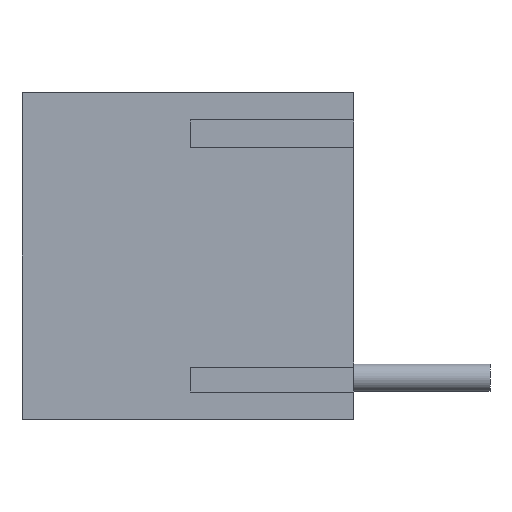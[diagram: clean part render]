
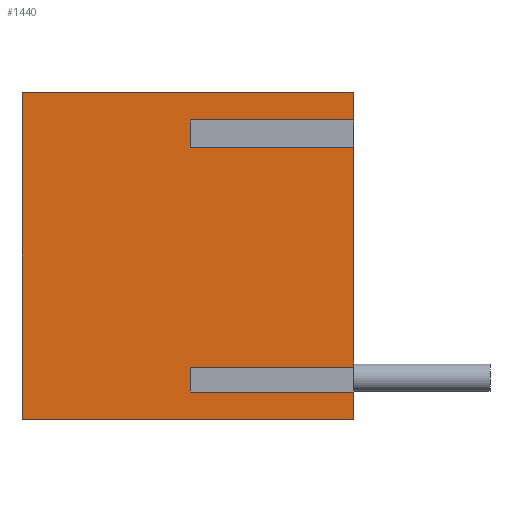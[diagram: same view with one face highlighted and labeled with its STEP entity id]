
A CAD part, left-side view. The second image highlights one B-rep face of the part: STEP entity #1440.
In plain terms, the highlighted planar face has unit normal (-1, 0, 0).
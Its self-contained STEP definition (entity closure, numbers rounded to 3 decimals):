
#24 = VECTOR ( 'NONE', #1267, 1000. ) ;
#27 = LINE ( 'NONE', #2429, #1456 ) ;
#35 = LINE ( 'NONE', #1835, #1805 ) ;
#62 = ORIENTED_EDGE ( 'NONE', *, *, #2475, .T. ) ;
#74 = CARTESIAN_POINT ( 'NONE',  ( -25.003, -5.334, -13.12 ) ) ;
#84 = VERTEX_POINT ( 'NONE', #2934 ) ;
#107 = EDGE_CURVE ( 'NONE', #3332, #271, #1826, .T. ) ;
#132 = VECTOR ( 'NONE', #2943, 1000. ) ;
#144 = EDGE_CURVE ( 'NONE', #1960, #1250, #1657, .T. ) ;
#149 = ORIENTED_EDGE ( 'NONE', *, *, #3509, .T. ) ;
#158 = LINE ( 'NONE', #74, #3412 ) ;
#172 = CARTESIAN_POINT ( 'NONE',  ( -25.003, 0.666, -2.12 ) ) ;
#177 = ORIENTED_EDGE ( 'NONE', *, *, #1749, .F. ) ;
#182 = DIRECTION ( 'NONE',  ( 0., -1., 0. ) ) ;
#271 = VERTEX_POINT ( 'NONE', #2325 ) ;
#298 = CARTESIAN_POINT ( 'NONE',  ( -25.003, 0., 0. ) ) ;
#366 = VERTEX_POINT ( 'NONE', #2631 ) ;
#449 = EDGE_CURVE ( 'NONE', #84, #2859, #3160, .T. ) ;
#455 = ORIENTED_EDGE ( 'NONE', *, *, #2867, .F. ) ;
#545 = DIRECTION ( 'NONE',  ( 0., 1., 0. ) ) ;
#553 = LINE ( 'NONE', #1150, #2578 ) ;
#559 = DIRECTION ( 'NONE',  ( 0., -1., 0. ) ) ;
#596 = DIRECTION ( 'NONE',  ( 0., 0., 1. ) ) ;
#707 = DIRECTION ( 'NONE',  ( 0., -1., 0. ) ) ;
#782 = DIRECTION ( 'NONE',  ( 0., 0., -1. ) ) ;
#851 = ORIENTED_EDGE ( 'NONE', *, *, #2498, .F. ) ;
#870 = DIRECTION ( 'NONE',  ( 0., 0., 1. ) ) ;
#979 = ORIENTED_EDGE ( 'NONE', *, *, #3242, .T. ) ;
#1015 = CARTESIAN_POINT ( 'NONE',  ( -25.003, -5.334, -1.12 ) ) ;
#1017 = CARTESIAN_POINT ( 'NONE',  ( -25.003, 0.666, -12.12 ) ) ;
#1080 = VECTOR ( 'NONE', #182, 1000. ) ;
#1101 = CARTESIAN_POINT ( 'NONE',  ( -25.003, -5.334, -11.201 ) ) ;
#1113 = VECTOR ( 'NONE', #559, 1000. ) ;
#1129 = PLANE ( 'NONE',  #2526 ) ;
#1150 = CARTESIAN_POINT ( 'NONE',  ( -25.003, -5.334, -2.12 ) ) ;
#1211 = CARTESIAN_POINT ( 'NONE',  ( -25.003, -5.334, -13.12 ) ) ;
#1215 = LINE ( 'NONE', #1017, #2198 ) ;
#1231 = CARTESIAN_POINT ( 'NONE',  ( -25.003, -5.334, -12.12 ) ) ;
#1250 = VERTEX_POINT ( 'NONE', #3278 ) ;
#1267 = DIRECTION ( 'NONE',  ( 0., 0., 1. ) ) ;
#1326 = CARTESIAN_POINT ( 'NONE',  ( -25.003, -5.334, -3.12 ) ) ;
#1349 = LINE ( 'NONE', #1583, #2854 ) ;
#1394 = CARTESIAN_POINT ( 'NONE',  ( -25.003, 6.87, -1.12 ) ) ;
#1407 = CARTESIAN_POINT ( 'NONE',  ( -25.003, 0.666, -11.201 ) ) ;
#1419 = DIRECTION ( 'NONE',  ( 0., 1., 0. ) ) ;
#1428 = FACE_OUTER_BOUND ( 'NONE', #2025, .T. ) ;
#1440 = ADVANCED_FACE ( 'NONE', ( #1428 ), #1129, .T. ) ;
#1456 = VECTOR ( 'NONE', #782, 1000. ) ;
#1579 = VERTEX_POINT ( 'NONE', #1231 ) ;
#1583 = CARTESIAN_POINT ( 'NONE',  ( -25.003, 6.87, -13.12 ) ) ;
#1638 = VERTEX_POINT ( 'NONE', #2919 ) ;
#1657 = LINE ( 'NONE', #2205, #1113 ) ;
#1749 = EDGE_CURVE ( 'NONE', #366, #1579, #1215, .T. ) ;
#1805 = VECTOR ( 'NONE', #3547, 1000. ) ;
#1809 = ORIENTED_EDGE ( 'NONE', *, *, #1912, .F. ) ;
#1826 = LINE ( 'NONE', #1407, #2747 ) ;
#1835 = CARTESIAN_POINT ( 'NONE',  ( -25.003, 0.666, -2.12 ) ) ;
#1912 = EDGE_CURVE ( 'NONE', #1960, #2859, #1349, .T. ) ;
#1918 = CARTESIAN_POINT ( 'NONE',  ( -25.003, -5.334, -2.12 ) ) ;
#1960 = VERTEX_POINT ( 'NONE', #3577 ) ;
#1971 = VERTEX_POINT ( 'NONE', #1918 ) ;
#2025 = EDGE_LOOP ( 'NONE', ( #177, #455, #2536, #149, #2250, #3268, #851, #62, #2036, #1809, #3021, #979 ) ) ;
#2036 = ORIENTED_EDGE ( 'NONE', *, *, #449, .T. ) ;
#2056 = DIRECTION ( 'NONE',  ( 0., 0., 1. ) ) ;
#2186 = EDGE_CURVE ( 'NONE', #3225, #1638, #35, .T. ) ;
#2198 = VECTOR ( 'NONE', #707, 1000. ) ;
#2205 = CARTESIAN_POINT ( 'NONE',  ( -25.003, 7.08, -13.12 ) ) ;
#2232 = DIRECTION ( 'NONE',  ( -1., 0., 0. ) ) ;
#2250 = ORIENTED_EDGE ( 'NONE', *, *, #3273, .F. ) ;
#2325 = CARTESIAN_POINT ( 'NONE',  ( -25.003, 0.666, -11.201 ) ) ;
#2429 = CARTESIAN_POINT ( 'NONE',  ( -25.003, 0.666, -12.12 ) ) ;
#2475 = EDGE_CURVE ( 'NONE', #1971, #84, #158, .T. ) ;
#2498 = EDGE_CURVE ( 'NONE', #1971, #3225, #553, .T. ) ;
#2526 = AXIS2_PLACEMENT_3D ( 'NONE', #298, #2232, #870 ) ;
#2536 = ORIENTED_EDGE ( 'NONE', *, *, #107, .F. ) ;
#2578 = VECTOR ( 'NONE', #1419, 1000. ) ;
#2618 = LINE ( 'NONE', #2916, #24 ) ;
#2631 = CARTESIAN_POINT ( 'NONE',  ( -25.003, 0.666, -12.12 ) ) ;
#2652 = VECTOR ( 'NONE', #2056, 1000. ) ;
#2747 = VECTOR ( 'NONE', #545, 1000. ) ;
#2854 = VECTOR ( 'NONE', #3327, 1000. ) ;
#2859 = VERTEX_POINT ( 'NONE', #1394 ) ;
#2867 = EDGE_CURVE ( 'NONE', #271, #366, #27, .T. ) ;
#2916 = CARTESIAN_POINT ( 'NONE',  ( -25.003, -5.334, -13.12 ) ) ;
#2919 = CARTESIAN_POINT ( 'NONE',  ( -25.003, 0.666, -3.12 ) ) ;
#2934 = CARTESIAN_POINT ( 'NONE',  ( -25.003, -5.334, -1.12 ) ) ;
#2943 = DIRECTION ( 'NONE',  ( 0., 1., 0. ) ) ;
#3021 = ORIENTED_EDGE ( 'NONE', *, *, #144, .T. ) ;
#3160 = LINE ( 'NONE', #1015, #132 ) ;
#3190 = CARTESIAN_POINT ( 'NONE',  ( -25.003, -5.334, -3.12 ) ) ;
#3225 = VERTEX_POINT ( 'NONE', #172 ) ;
#3242 = EDGE_CURVE ( 'NONE', #1250, #1579, #2618, .T. ) ;
#3268 = ORIENTED_EDGE ( 'NONE', *, *, #2186, .F. ) ;
#3273 = EDGE_CURVE ( 'NONE', #1638, #3373, #3532, .T. ) ;
#3278 = CARTESIAN_POINT ( 'NONE',  ( -25.003, -5.334, -13.12 ) ) ;
#3327 = DIRECTION ( 'NONE',  ( 0., 0., 1. ) ) ;
#3332 = VERTEX_POINT ( 'NONE', #1101 ) ;
#3373 = VERTEX_POINT ( 'NONE', #1326 ) ;
#3412 = VECTOR ( 'NONE', #596, 1000. ) ;
#3509 = EDGE_CURVE ( 'NONE', #3332, #3373, #3517, .T. ) ;
#3517 = LINE ( 'NONE', #1211, #2652 ) ;
#3532 = LINE ( 'NONE', #3190, #1080 ) ;
#3547 = DIRECTION ( 'NONE',  ( 0., 0., -1. ) ) ;
#3577 = CARTESIAN_POINT ( 'NONE',  ( -25.003, 6.87, -13.12 ) ) ;
